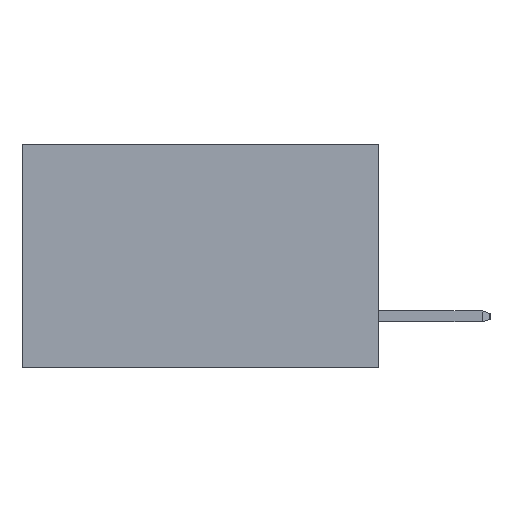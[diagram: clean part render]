
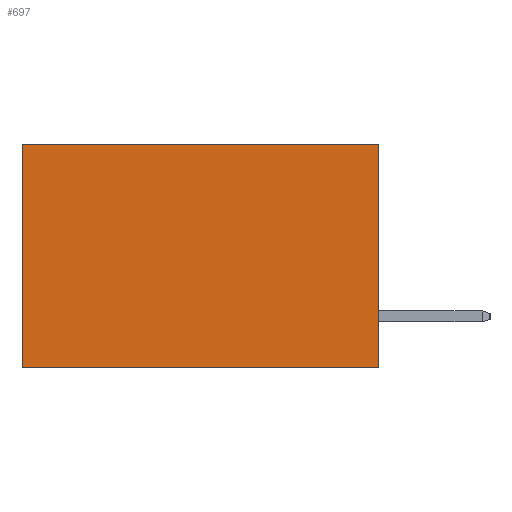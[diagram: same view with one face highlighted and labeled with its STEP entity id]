
A CAD part, left-side view. The second image highlights one B-rep face of the part: STEP entity #697.
In plain terms, the highlighted planar face has unit normal (-1, 0, 0).
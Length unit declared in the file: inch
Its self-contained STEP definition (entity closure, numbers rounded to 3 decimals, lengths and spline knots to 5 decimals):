
#389 = VECTOR ( 'NONE', #18608, 39.37008 ) ;
#697 = ADVANCED_FACE ( 'NONE', ( #3646 ), #1789, .F. ) ;
#708 = VECTOR ( 'NONE', #17962, 39.37008 ) ;
#1789 = PLANE ( 'NONE',  #3095 ) ;
#2408 = CARTESIAN_POINT ( 'NONE',  ( 0.277, 0., -0.37 ) ) ;
#3095 = AXIS2_PLACEMENT_3D ( 'NONE', #15162, #14718, #14941 ) ;
#3646 = FACE_OUTER_BOUND ( 'NONE', #6153, .T. ) ;
#5154 = LINE ( 'NONE', #6959, #16710 ) ;
#5171 = EDGE_CURVE ( 'NONE', #6511, #16800, #12783, .T. ) ;
#6153 = EDGE_LOOP ( 'NONE', ( #9921, #14357, #19511, #14104 ) ) ;
#6511 = VERTEX_POINT ( 'NONE', #18764 ) ;
#6959 = CARTESIAN_POINT ( 'NONE',  ( 0.277, 0., 0. ) ) ;
#7604 = EDGE_CURVE ( 'NONE', #9153, #9152, #11795, .T. ) ;
#7775 = VECTOR ( 'NONE', #10697, 39.37008 ) ;
#8008 = LINE ( 'NONE', #9635, #389 ) ;
#8478 = DIRECTION ( 'NONE',  ( 0., 1., 0. ) ) ;
#9152 = VERTEX_POINT ( 'NONE', #2408 ) ;
#9153 = VERTEX_POINT ( 'NONE', #11493 ) ;
#9635 = CARTESIAN_POINT ( 'NONE',  ( 0.277, 0., -0.37 ) ) ;
#9921 = ORIENTED_EDGE ( 'NONE', *, *, #5171, .T. ) ;
#10697 = DIRECTION ( 'NONE',  ( 0., 0., -1. ) ) ;
#11211 = EDGE_CURVE ( 'NONE', #9152, #16800, #8008, .T. ) ;
#11362 = EDGE_CURVE ( 'NONE', #9153, #6511, #5154, .T. ) ;
#11493 = CARTESIAN_POINT ( 'NONE',  ( 0.277, 0., 0. ) ) ;
#11795 = LINE ( 'NONE', #12145, #7775 ) ;
#12145 = CARTESIAN_POINT ( 'NONE',  ( 0.277, 0., -0.37 ) ) ;
#12783 = LINE ( 'NONE', #17804, #708 ) ;
#13555 = CARTESIAN_POINT ( 'NONE',  ( 0.277, 0.59, -0.37 ) ) ;
#14104 = ORIENTED_EDGE ( 'NONE', *, *, #11362, .T. ) ;
#14357 = ORIENTED_EDGE ( 'NONE', *, *, #11211, .F. ) ;
#14718 = DIRECTION ( 'NONE',  ( 1., 0., 0. ) ) ;
#14941 = DIRECTION ( 'NONE',  ( 0., 0., -1. ) ) ;
#15162 = CARTESIAN_POINT ( 'NONE',  ( 0.277, 0., -0.37 ) ) ;
#16710 = VECTOR ( 'NONE', #8478, 39.37008 ) ;
#16800 = VERTEX_POINT ( 'NONE', #13555 ) ;
#17804 = CARTESIAN_POINT ( 'NONE',  ( 0.277, 0.59, -0.37 ) ) ;
#17962 = DIRECTION ( 'NONE',  ( 0., 0., -1. ) ) ;
#18608 = DIRECTION ( 'NONE',  ( 0., 1., 0. ) ) ;
#18764 = CARTESIAN_POINT ( 'NONE',  ( 0.277, 0.59, 0. ) ) ;
#19511 = ORIENTED_EDGE ( 'NONE', *, *, #7604, .F. ) ;
